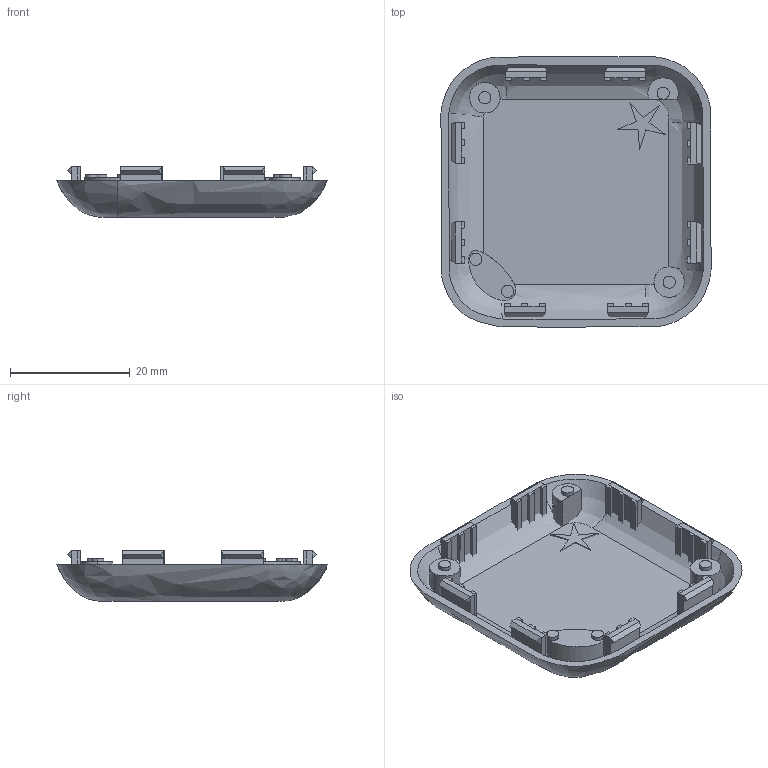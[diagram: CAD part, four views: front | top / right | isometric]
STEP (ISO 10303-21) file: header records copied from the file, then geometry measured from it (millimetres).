
FILE_DESCRIPTION(/* description */ (''),/* implementation_level */ '2;1');
FILE_NAME(/* name */ 'bottom',/* time_stamp */ '2015-04-02T10:20:42-07:00',/* author */ (''),/* organization */ (''),/* preprocessor_version */ 'ST-DEVELOPER v15',/* originating_system */ '',/* authorisation */ '');
FILE_SCHEMA (('AUTOMOTIVE_DESIGN'));
Length unit declared in the file: inch
Products named in the file (2): Document; Bottom latch
Assembly tree (8 placements, depth 2):
  Document
    Bottom latch  x8
Bounding box: 45.01 x 45.02 x 8.41 mm (x, y, z)
Volume: 3662 mm3; surface area: 6595.6 mm2
Topology: 30 solids, 30 shells, 457 faces, 1077 edges, 669 vertices
Faces by surface type: bspline 357, plane 100
Entity records: 13239 total; most frequent: CARTESIAN_POINT 8688, ORIENTED_EDGE 1344, EDGE_CURVE 672, B_SPLINE_CURVE_WITH_KNOTS 617, VERTEX_POINT 444, EDGE_LOOP 280, ADVANCED_FACE 275, FACE_OUTER_BOUND 275
